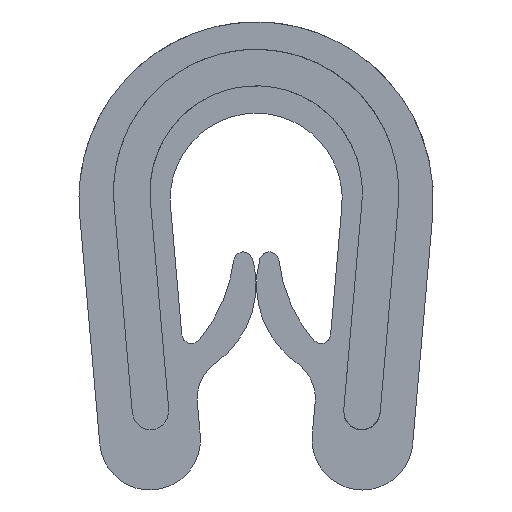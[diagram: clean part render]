
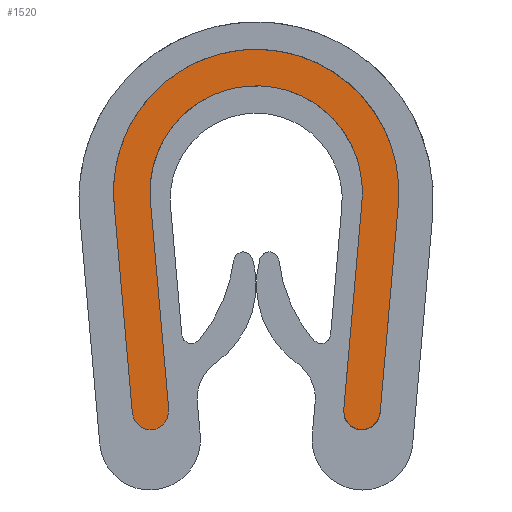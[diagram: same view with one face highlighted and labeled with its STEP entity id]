
A CAD part, front view. The second image highlights one B-rep face of the part: STEP entity #1520.
In plain terms, the highlighted free-form (B-spline) face has degree [1, 1] with [2, 2] control points.
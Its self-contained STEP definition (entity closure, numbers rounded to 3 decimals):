
#1411=CARTESIAN_POINT('',(-3.266,0.0,-0.175));
#1412=CARTESIAN_POINT('',(3.265,0.0,-0.175));
#1413=CARTESIAN_POINT('',(-3.266,0.0,-8.886));
#1414=CARTESIAN_POINT('',(3.265,0.0,-8.886));
#1415=B_SPLINE_SURFACE_WITH_KNOTS('',1,1,((#1411,#1413),(#1412,#1414)),.UNSPECIFIED.,.F.,.F.,.U.,(2,2),(2,2),(0.0,6.531),(0.0,8.712),.UNSPECIFIED.);
#1416=CARTESIAN_POINT('',(2.962,0.0,-3.764));
#1417=VERTEX_POINT('',#1416);
#1418=CARTESIAN_POINT('',(-2.955,0.0,-3.834));
#1419=VERTEX_POINT('',#1418);
#1420=CARTESIAN_POINT('',(2.962,0.0,-3.764));
#1421=CARTESIAN_POINT('',(2.997,0.0,-3.304));
#1422=CARTESIAN_POINT('',(2.876,0.0,-2.549));
#1423=CARTESIAN_POINT('',(2.401,0.0,-1.746));
#1424=CARTESIAN_POINT('',(1.848,0.0,-1.171));
#1425=CARTESIAN_POINT('',(1.203,0.0,-0.78));
#1426=CARTESIAN_POINT('',(0.429,0.0,-0.574));
#1427=CARTESIAN_POINT('',(-0.268,0.0,-0.555));
#1428=CARTESIAN_POINT('',(-1.001,0.0,-0.708));
#1429=CARTESIAN_POINT('',(-1.649,0.0,-1.034));
#1430=CARTESIAN_POINT('',(-2.274,0.0,-1.572));
#1431=CARTESIAN_POINT('',(-2.693,0.0,-2.2));
#1432=CARTESIAN_POINT('',(-2.956,0.0,-3.009));
#1433=CARTESIAN_POINT('',(-2.986,0.0,-3.527));
#1434=CARTESIAN_POINT('',(-2.955,0.0,-3.834));
#1435=B_SPLINE_CURVE_WITH_KNOTS('',3,(#1420,#1421,#1422,#1423,#1424,#1425,#1426,#1427,#1428,#1429,#1430,#1431,#1432,#1433,#1434),.UNSPECIFIED.,.F.,.U.,(4,1,1,1,1,1,1,1,1,1,1,1,4),(0.,1.385,2.231,2.77,3.77,4.463,5.155,5.848,6.694,7.31,8.31,8.926,9.849),.UNSPECIFIED.);
#1436=EDGE_CURVE('',#1417,#1419,#1435,.T.);
#1437=ORIENTED_EDGE('',*,*,#1436,.T.);
#1438=CARTESIAN_POINT('',(-2.578,0.0,-8.154));
#1439=VERTEX_POINT('',#1438);
#1440=CARTESIAN_POINT('',(-2.955,0.0,-3.834));
#1441=CARTESIAN_POINT('',(-2.578,0.0,-8.154));
#1442=QUASI_UNIFORM_CURVE('',1,(#1440,#1441),.UNSPECIFIED.,.F.,.U.);
#1443=EDGE_CURVE('',#1419,#1439,#1442,.T.);
#1444=ORIENTED_EDGE('',*,*,#1443,.T.);
#1445=CARTESIAN_POINT('',(-1.821,0.0,-8.094));
#1446=VERTEX_POINT('',#1445);
#1447=CARTESIAN_POINT('',(-2.578,0.0,-8.154));
#1448=CARTESIAN_POINT('',(-2.567,0.0,-8.251));
#1449=CARTESIAN_POINT('',(-2.479,0.0,-8.411));
#1450=CARTESIAN_POINT('',(-2.257,0.0,-8.505));
#1451=CARTESIAN_POINT('',(-2.071,0.0,-8.481));
#1452=CARTESIAN_POINT('',(-1.924,0.0,-8.389));
#1453=CARTESIAN_POINT('',(-1.835,0.0,-8.253));
#1454=CARTESIAN_POINT('',(-1.818,0.0,-8.143));
#1455=CARTESIAN_POINT('',(-1.821,0.0,-8.094));
#1456=B_SPLINE_CURVE_WITH_KNOTS('',3,(#1447,#1448,#1449,#1450,#1451,#1452,#1453,#1454,#1455),.UNSPECIFIED.,.F.,.U.,(4,1,1,1,1,1,4),(0.,0.292,0.511,0.693,0.839,1.022,1.168),.UNSPECIFIED.);
#1457=EDGE_CURVE('',#1439,#1446,#1456,.T.);
#1458=ORIENTED_EDGE('',*,*,#1457,.T.);
#1459=CARTESIAN_POINT('',(-1.821,0.0,-8.078));
#1460=VERTEX_POINT('',#1459);
#1461=CARTESIAN_POINT('',(-1.821,0.0,-8.094));
#1462=CARTESIAN_POINT('',(-1.821,0.0,-8.078));
#1463=QUASI_UNIFORM_CURVE('',1,(#1461,#1462),.UNSPECIFIED.,.F.,.U.);
#1464=EDGE_CURVE('',#1446,#1460,#1463,.T.);
#1465=ORIENTED_EDGE('',*,*,#1464,.T.);
#1466=CARTESIAN_POINT('',(-2.202,0.0,-3.732));
#1467=VERTEX_POINT('',#1466);
#1468=CARTESIAN_POINT('',(-1.821,0.0,-8.078));
#1469=CARTESIAN_POINT('',(-2.202,0.0,-3.732));
#1470=QUASI_UNIFORM_CURVE('',1,(#1468,#1469),.UNSPECIFIED.,.F.,.U.);
#1471=EDGE_CURVE('',#1460,#1467,#1470,.T.);
#1472=ORIENTED_EDGE('',*,*,#1471,.T.);
#1473=CARTESIAN_POINT('',(2.202,0.0,-3.732));
#1474=VERTEX_POINT('',#1473);
#1475=CARTESIAN_POINT('',(2.202,0.0,-3.732));
#1476=CARTESIAN_POINT('',(2.23,0.0,-3.409));
#1477=CARTESIAN_POINT('',(2.162,0.0,-2.905));
#1478=CARTESIAN_POINT('',(1.858,0.0,-2.306));
#1479=CARTESIAN_POINT('',(1.448,0.0,-1.822));
#1480=CARTESIAN_POINT('',(0.87,0.0,-1.462));
#1481=CARTESIAN_POINT('',(0.212,0.0,-1.315));
#1482=CARTESIAN_POINT('',(-0.403,0.0,-1.339));
#1483=CARTESIAN_POINT('',(-0.973,0.0,-1.522));
#1484=CARTESIAN_POINT('',(-1.467,0.0,-1.857));
#1485=CARTESIAN_POINT('',(-1.864,0.0,-2.301));
#1486=CARTESIAN_POINT('',(-2.17,0.0,-2.925));
#1487=CARTESIAN_POINT('',(-2.227,0.0,-3.447));
#1488=CARTESIAN_POINT('',(-2.202,0.0,-3.732));
#1489=B_SPLINE_CURVE_WITH_KNOTS('',3,(#1475,#1476,#1477,#1478,#1479,#1480,#1481,#1482,#1483,#1484,#1485,#1486,#1487,#1488),.UNSPECIFIED.,.F.,.U.,(4,1,1,1,1,1,1,1,1,1,1,4),(0.,0.973,1.489,2.004,2.863,3.493,4.008,4.695,5.268,5.783,6.47,7.329),.UNSPECIFIED.);
#1490=EDGE_CURVE('',#1474,#1467,#1489,.T.);
#1491=ORIENTED_EDGE('',*,*,#1490,.F.);
#1492=CARTESIAN_POINT('',(1.821,0.0,-8.088));
#1493=VERTEX_POINT('',#1492);
#1494=CARTESIAN_POINT('',(2.202,0.0,-3.732));
#1495=CARTESIAN_POINT('',(1.821,0.0,-8.088));
#1496=QUASI_UNIFORM_CURVE('',1,(#1494,#1495),.UNSPECIFIED.,.F.,.U.);
#1497=EDGE_CURVE('',#1474,#1493,#1496,.T.);
#1498=ORIENTED_EDGE('',*,*,#1497,.T.);
#1499=CARTESIAN_POINT('',(2.576,0.0,-8.165));
#1500=VERTEX_POINT('',#1499);
#1501=CARTESIAN_POINT('',(1.821,0.0,-8.088));
#1502=CARTESIAN_POINT('',(1.818,0.0,-8.136));
#1503=CARTESIAN_POINT('',(1.832,0.0,-8.246));
#1504=CARTESIAN_POINT('',(1.931,0.0,-8.404));
#1505=CARTESIAN_POINT('',(2.099,0.0,-8.492));
#1506=CARTESIAN_POINT('',(2.284,0.0,-8.494));
#1507=CARTESIAN_POINT('',(2.477,0.0,-8.407));
#1508=CARTESIAN_POINT('',(2.563,0.0,-8.262));
#1509=CARTESIAN_POINT('',(2.576,0.0,-8.165));
#1510=B_SPLINE_CURVE_WITH_KNOTS('',3,(#1501,#1502,#1503,#1504,#1505,#1506,#1507,#1508,#1509),.UNSPECIFIED.,.F.,.U.,(4,1,1,1,1,1,4),(0.,0.145,0.327,0.545,0.69,0.872,1.163),.UNSPECIFIED.);
#1511=EDGE_CURVE('',#1493,#1500,#1510,.T.);
#1512=ORIENTED_EDGE('',*,*,#1511,.T.);
#1513=CARTESIAN_POINT('',(2.576,0.0,-8.165));
#1514=CARTESIAN_POINT('',(2.962,0.0,-3.764));
#1515=QUASI_UNIFORM_CURVE('',1,(#1513,#1514),.UNSPECIFIED.,.F.,.U.);
#1516=EDGE_CURVE('',#1500,#1417,#1515,.T.);
#1517=ORIENTED_EDGE('',*,*,#1516,.T.);
#1518=EDGE_LOOP('',(#1437,#1444,#1458,#1465,#1472,#1491,#1498,#1512,#1517));
#1519=FACE_OUTER_BOUND('',#1518,.T.);
#1520=ADVANCED_FACE('',(#1519),#1415,.F.);
